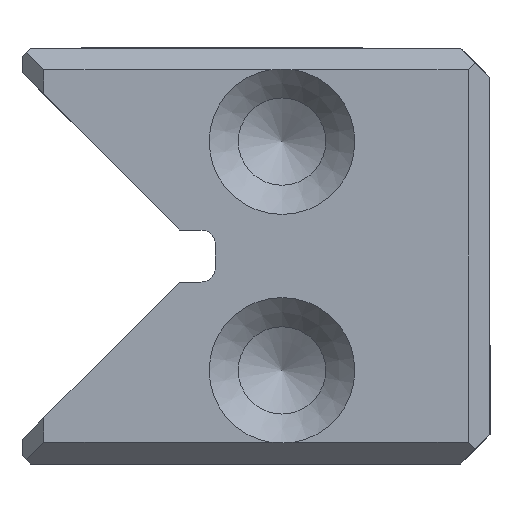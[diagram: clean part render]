
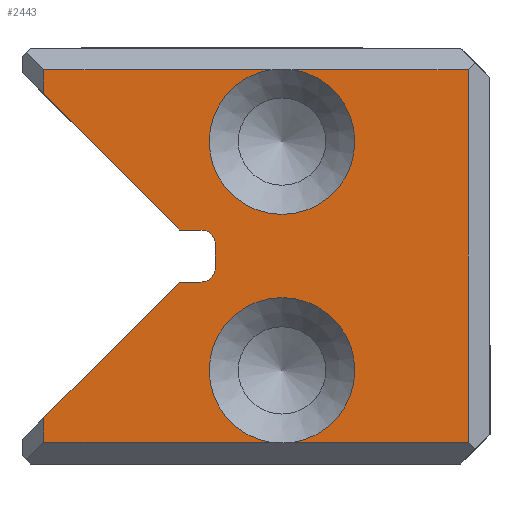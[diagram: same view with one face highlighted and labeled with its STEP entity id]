
A CAD part, left-side view. The second image highlights one B-rep face of the part: STEP entity #2443.
In plain terms, the highlighted planar face has unit normal (-1, 0, 0).
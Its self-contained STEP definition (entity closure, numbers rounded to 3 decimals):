
#2134=FACE_OUTER_BOUND('',#3385,.T.);
#2443=ADVANCED_FACE('',(#2134),#2792,.T.);
#2792=PLANE('',#8428);
#3024=CIRCLE('',#8424,3.5);
#3025=CIRCLE('',#8425,3.5);
#3026=CIRCLE('',#8426,0.7);
#3027=CIRCLE('',#8427,0.7);
#3385=EDGE_LOOP('',(#4011,#4012,#4013,#4014,#4015,#4016,#4017,#4018,#4019,
#4020,#4021,#4022,#4023,#4024,#4025,#4026));
#4011=ORIENTED_EDGE('',*,*,#6419,.F.);
#4012=ORIENTED_EDGE('',*,*,#6420,.T.);
#4013=ORIENTED_EDGE('',*,*,#6421,.T.);
#4014=ORIENTED_EDGE('',*,*,#6422,.T.);
#4015=ORIENTED_EDGE('',*,*,#6423,.T.);
#4016=ORIENTED_EDGE('',*,*,#6424,.T.);
#4017=ORIENTED_EDGE('',*,*,#6425,.T.);
#4018=ORIENTED_EDGE('',*,*,#6426,.T.);
#4019=ORIENTED_EDGE('',*,*,#6427,.T.);
#4020=ORIENTED_EDGE('',*,*,#6428,.T.);
#4021=ORIENTED_EDGE('',*,*,#6429,.T.);
#4022=ORIENTED_EDGE('',*,*,#6430,.T.);
#4023=ORIENTED_EDGE('',*,*,#6431,.F.);
#4024=ORIENTED_EDGE('',*,*,#6432,.F.);
#4025=ORIENTED_EDGE('',*,*,#6433,.T.);
#4026=ORIENTED_EDGE('',*,*,#6434,.T.);
#5807=VERTEX_POINT('',#10705);
#5808=VERTEX_POINT('',#10706);
#5809=VERTEX_POINT('',#10708);
#5810=VERTEX_POINT('',#10710);
#5811=VERTEX_POINT('',#10712);
#5812=VERTEX_POINT('',#10714);
#5813=VERTEX_POINT('',#10716);
#5814=VERTEX_POINT('',#10718);
#5815=VERTEX_POINT('',#10720);
#5816=VERTEX_POINT('',#10722);
#5817=VERTEX_POINT('',#10724);
#5818=VERTEX_POINT('',#10726);
#5819=VERTEX_POINT('',#10728);
#5820=VERTEX_POINT('',#10730);
#5821=VERTEX_POINT('',#10732);
#5822=VERTEX_POINT('',#10734);
#6419=EDGE_CURVE('',#5807,#5808,#3024,.T.);
#6420=EDGE_CURVE('',#5807,#5809,#7237,.T.);
#6421=EDGE_CURVE('',#5809,#5810,#7238,.T.);
#6422=EDGE_CURVE('',#5810,#5811,#7239,.T.);
#6423=EDGE_CURVE('',#5811,#5812,#3025,.T.);
#6424=EDGE_CURVE('',#5812,#5813,#7240,.T.);
#6425=EDGE_CURVE('',#5813,#5814,#7241,.T.);
#6426=EDGE_CURVE('',#5814,#5815,#7242,.T.);
#6427=EDGE_CURVE('',#5815,#5816,#7243,.T.);
#6428=EDGE_CURVE('',#5816,#5817,#3026,.T.);
#6429=EDGE_CURVE('',#5817,#5818,#7244,.T.);
#6430=EDGE_CURVE('',#5818,#5819,#3027,.T.);
#6431=EDGE_CURVE('',#5820,#5819,#7245,.T.);
#6432=EDGE_CURVE('',#5821,#5820,#7246,.T.);
#6433=EDGE_CURVE('',#5821,#5822,#7247,.T.);
#6434=EDGE_CURVE('',#5822,#5808,#7248,.T.);
#7237=LINE('',#10707,#7907);
#7238=LINE('',#10709,#7908);
#7239=LINE('',#10711,#7909);
#7240=LINE('',#10715,#7910);
#7241=LINE('',#10717,#7911);
#7242=LINE('',#10719,#7912);
#7243=LINE('',#10721,#7913);
#7244=LINE('',#10725,#7914);
#7245=LINE('',#10729,#7915);
#7246=LINE('',#10731,#7916);
#7247=LINE('',#10733,#7917);
#7248=LINE('',#10735,#7918);
#7907=VECTOR('',#8891,1.);
#7908=VECTOR('',#8892,1.);
#7909=VECTOR('',#8893,1.);
#7910=VECTOR('',#8896,1.);
#7911=VECTOR('',#8897,1.);
#7912=VECTOR('',#8898,1.);
#7913=VECTOR('',#8899,1.);
#7914=VECTOR('',#8902,1.);
#7915=VECTOR('',#8905,1.);
#7916=VECTOR('',#8906,1.);
#7917=VECTOR('',#8907,1.);
#7918=VECTOR('',#8908,1.);
#8424=AXIS2_PLACEMENT_3D('',#10704,#8889,#8890);
#8425=AXIS2_PLACEMENT_3D('',#10713,#8894,#8895);
#8426=AXIS2_PLACEMENT_3D('',#10723,#8900,#8901);
#8427=AXIS2_PLACEMENT_3D('',#10727,#8903,#8904);
#8428=AXIS2_PLACEMENT_3D('',#10736,#8909,#8910);
#8889=DIRECTION('',(-1.,0.,0.));
#8890=DIRECTION('',(0.,0.,1.));
#8891=DIRECTION('',(0.,-1.,0.));
#8892=DIRECTION('',(0.,0.,1.));
#8893=DIRECTION('',(0.,1.,0.));
#8894=DIRECTION('',(1.,0.,0.));
#8895=DIRECTION('',(0.,0.,-1.));
#8896=DIRECTION('',(0.,1.,0.));
#8897=DIRECTION('',(0.,0.,-1.));
#8898=DIRECTION('',(0.,-0.707,-0.707));
#8899=DIRECTION('',(0.,-1.,0.));
#8900=DIRECTION('',(1.,0.,0.));
#8901=DIRECTION('',(0.,0.,1.));
#8902=DIRECTION('',(0.,0.,-1.));
#8903=DIRECTION('',(1.,0.,0.));
#8904=DIRECTION('',(0.,0.,1.));
#8905=DIRECTION('',(0.,-1.,0.));
#8906=DIRECTION('',(0.,-0.707,0.707));
#8907=DIRECTION('',(0.,0.,-1.));
#8908=DIRECTION('',(0.,-1.,0.));
#8909=DIRECTION('',(-1.,0.,0.));
#8910=DIRECTION('',(0.,0.,-1.));
#10704=CARTESIAN_POINT('',(0.,10.,4.5));
#10705=CARTESIAN_POINT('',(0.,9.411,1.05));
#10706=CARTESIAN_POINT('',(0.,10.589,1.05));
#10707=CARTESIAN_POINT('',(0.,11.25,1.05));
#10708=CARTESIAN_POINT('',(0.,1.05,1.05));
#10709=CARTESIAN_POINT('',(0.,1.05,0.));
#10710=CARTESIAN_POINT('',(0.,1.05,18.95));
#10711=CARTESIAN_POINT('',(0.,11.25,18.95));
#10712=CARTESIAN_POINT('',(0.,9.411,18.95));
#10713=CARTESIAN_POINT('',(0.,10.,15.5));
#10714=CARTESIAN_POINT('',(0.,10.589,18.95));
#10715=CARTESIAN_POINT('',(0.,11.25,18.95));
#10716=CARTESIAN_POINT('',(0.,21.45,18.95));
#10717=CARTESIAN_POINT('',(0.,21.45,0.));
#10718=CARTESIAN_POINT('',(0.,21.45,17.778));
#10719=CARTESIAN_POINT('',(0.,22.5,18.828));
#10720=CARTESIAN_POINT('',(0.,14.922,11.25));
#10721=CARTESIAN_POINT('',(0.,13.2,11.25));
#10722=CARTESIAN_POINT('',(0.,13.9,11.25));
#10723=CARTESIAN_POINT('',(0.,13.9,10.55));
#10724=CARTESIAN_POINT('',(0.,13.2,10.55));
#10725=CARTESIAN_POINT('',(0.,13.2,11.25));
#10726=CARTESIAN_POINT('',(0.,13.2,9.45));
#10727=CARTESIAN_POINT('',(0.,13.9,9.45));
#10728=CARTESIAN_POINT('',(0.,13.9,8.75));
#10729=CARTESIAN_POINT('',(0.,13.2,8.75));
#10730=CARTESIAN_POINT('',(0.,14.922,8.75));
#10731=CARTESIAN_POINT('',(0.,22.5,1.172));
#10732=CARTESIAN_POINT('',(0.,21.45,2.222));
#10733=CARTESIAN_POINT('',(0.,21.45,0.));
#10734=CARTESIAN_POINT('',(0.,21.45,1.05));
#10735=CARTESIAN_POINT('',(0.,11.25,1.05));
#10736=CARTESIAN_POINT('',(0.,11.25,0.));
